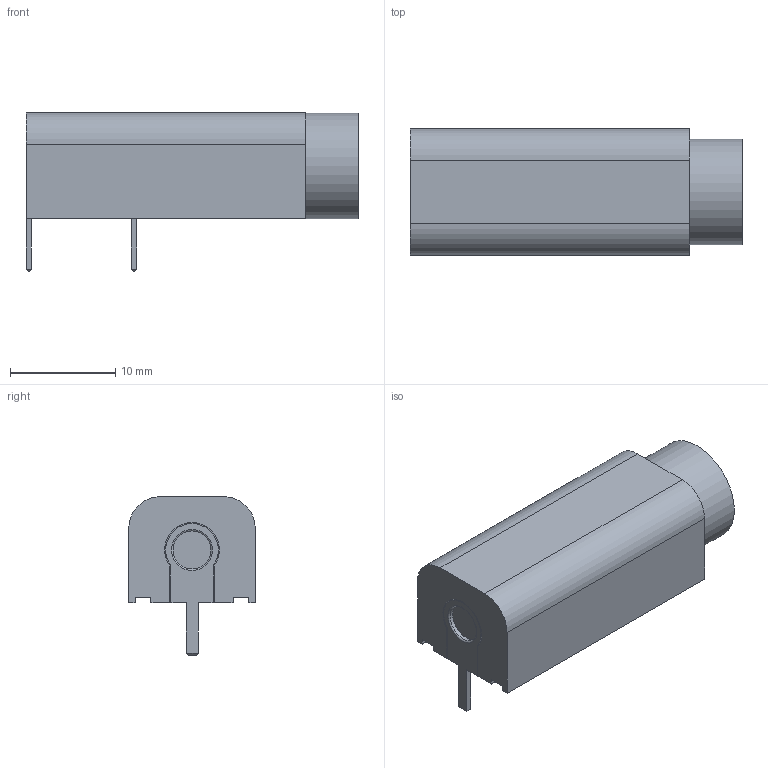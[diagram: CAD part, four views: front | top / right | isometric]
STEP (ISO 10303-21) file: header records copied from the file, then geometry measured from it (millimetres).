
FILE_DESCRIPTION(('FreeCAD Model'),'2;1');
FILE_NAME('Fuseholder_sp.step', '2017-10-25T06:32:41',('kicad StepUp'),('ksu MCAD'), 'Open CASCADE STEP processor 7.1','FreeCAD','Unknown');
FILE_SCHEMA(('AUTOMOTIVE_DESIGN { 1 0 10303 214 1 1 1 1 }'));
Length unit declared in the file: millimetre
Products named in the file (1): Fuseholder_sp
Bounding box: 31.5 x 12 x 15.06 mm (x, y, z)
Volume: 3405.2 mm3; surface area: 1895.8 mm2
Topology: 1 solids, 1 shells, 59 faces, 143 edges, 89 vertices
Faces by surface type: plane 50, cylinder 8, torus 1
Full cylindrical faces by diameter (mm): 3.6 x1, 8.6 x1, 9 x1, 10 x1
Entity records: 2119 total; most frequent: CARTESIAN_POINT 293, ORIENTED_EDGE 286, DIRECTION 283, EDGE_CURVE 143, LINE 123, VECTOR 123, VERTEX_POINT 90, AXIS2_PLACEMENT_3D 80
